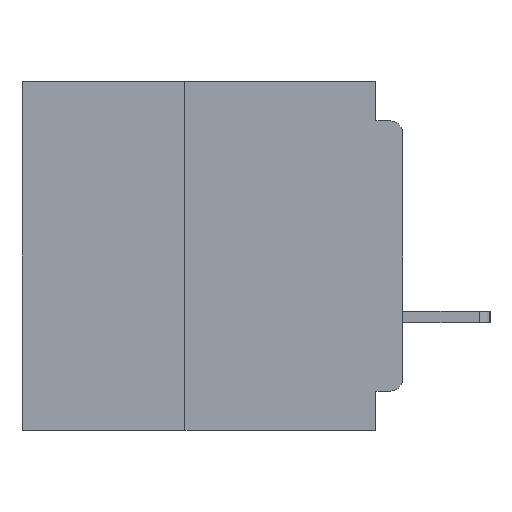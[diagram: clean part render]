
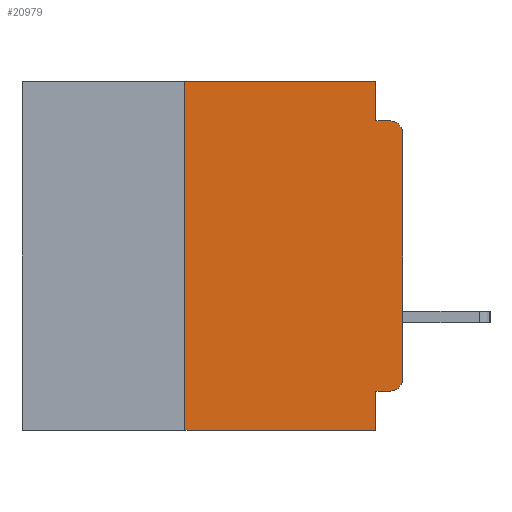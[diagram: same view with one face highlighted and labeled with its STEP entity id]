
A CAD part, left-side view. The second image highlights one B-rep face of the part: STEP entity #20979.
In plain terms, the highlighted planar face has unit normal (-1, 0, 0).
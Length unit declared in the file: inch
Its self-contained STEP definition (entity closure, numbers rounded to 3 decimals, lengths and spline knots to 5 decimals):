
#35 = DIRECTION ( 'NONE',  ( 0., 0., -1. ) ) ;
#242 = CARTESIAN_POINT ( 'NONE',  ( 0., 0.25, 0. ) ) ;
#1580 = DIRECTION ( 'NONE',  ( 0., 1., 0. ) ) ;
#3604 = LINE ( 'NONE', #45543, #54025 ) ;
#6015 = CARTESIAN_POINT ( 'NONE',  ( 0., 0.437, 0. ) ) ;
#6429 = EDGE_CURVE ( 'NONE', #45031, #29642, #49287, .T. ) ;
#7538 = AXIS2_PLACEMENT_3D ( 'NONE', #12632, #48940, #17925 ) ;
#7838 = AXIS2_PLACEMENT_3D ( 'NONE', #21701, #57949, #26930 ) ;
#8677 = CARTESIAN_POINT ( 'NONE',  ( 0., 0.031, -0.355 ) ) ;
#9348 = LINE ( 'NONE', #65279, #47516 ) ;
#11296 = DIRECTION ( 'NONE',  ( 1., 0., 0. ) ) ;
#11487 = LINE ( 'NONE', #21652, #37531 ) ;
#11621 = LINE ( 'NONE', #13623, #40880 ) ;
#11782 = CARTESIAN_POINT ( 'NONE',  ( 0., 0.031, 0. ) ) ;
#11804 = EDGE_CURVE ( 'NONE', #18193, #17685, #9348, .T. ) ;
#12632 = CARTESIAN_POINT ( 'NONE',  ( 0., 0.015, -0.06 ) ) ;
#13623 = CARTESIAN_POINT ( 'NONE',  ( 0., 0.437, 0. ) ) ;
#14431 = VERTEX_POINT ( 'NONE', #25580 ) ;
#15967 = LINE ( 'NONE', #34913, #29763 ) ;
#17229 = LINE ( 'NONE', #54674, #18854 ) ;
#17685 = VERTEX_POINT ( 'NONE', #60979 ) ;
#17925 = DIRECTION ( 'NONE',  ( 0., 0., -1. ) ) ;
#18005 = VERTEX_POINT ( 'NONE', #53492 ) ;
#18193 = VERTEX_POINT ( 'NONE', #49812 ) ;
#18854 = VECTOR ( 'NONE', #23682, 39.37008 ) ;
#19929 = CIRCLE ( 'NONE', #7838, 0.015 ) ;
#20074 = VERTEX_POINT ( 'NONE', #61115 ) ;
#20979 = ADVANCED_FACE ( 'NONE', ( #42081 ), #37229, .F. ) ;
#21652 = CARTESIAN_POINT ( 'NONE',  ( 0., 0.437, -0.4 ) ) ;
#21701 = CARTESIAN_POINT ( 'NONE',  ( 0., 0.015, -0.34 ) ) ;
#21740 = VECTOR ( 'NONE', #1580, 39.37008 ) ;
#22493 = EDGE_CURVE ( 'NONE', #29642, #18005, #17229, .T. ) ;
#23682 = DIRECTION ( 'NONE',  ( 0., 0., -1. ) ) ;
#24744 = CARTESIAN_POINT ( 'NONE',  ( 0., 0.25, -0.4 ) ) ;
#25580 = CARTESIAN_POINT ( 'NONE',  ( 0., 0.015, -0.045 ) ) ;
#26095 = CARTESIAN_POINT ( 'NONE',  ( 0., 0.031, 0. ) ) ;
#26567 = ORIENTED_EDGE ( 'NONE', *, *, #6429, .F. ) ;
#26877 = DIRECTION ( 'NONE',  ( 0., -1., 0. ) ) ;
#26930 = DIRECTION ( 'NONE',  ( 0., 0., -1. ) ) ;
#27610 = ORIENTED_EDGE ( 'NONE', *, *, #38738, .T. ) ;
#28760 = EDGE_LOOP ( 'NONE', ( #59617, #63338, #55959, #65745, #33444, #60956, #27610, #30912, #26567, #43969 ) ) ;
#29642 = VERTEX_POINT ( 'NONE', #8677 ) ;
#29763 = VECTOR ( 'NONE', #60672, 39.37008 ) ;
#30912 = ORIENTED_EDGE ( 'NONE', *, *, #22493, .F. ) ;
#31002 = VERTEX_POINT ( 'NONE', #242 ) ;
#32488 = VECTOR ( 'NONE', #35, 39.37008 ) ;
#33444 = ORIENTED_EDGE ( 'NONE', *, *, #60706, .F. ) ;
#34913 = CARTESIAN_POINT ( 'NONE',  ( 0., 0., -0.045 ) ) ;
#36284 = EDGE_CURVE ( 'NONE', #45031, #18193, #19929, .T. ) ;
#37229 = PLANE ( 'NONE',  #45734 ) ;
#37531 = VECTOR ( 'NONE', #26877, 39.37008 ) ;
#38738 = EDGE_CURVE ( 'NONE', #48394, #18005, #11487, .T. ) ;
#39498 = EDGE_CURVE ( 'NONE', #17685, #14431, #66547, .T. ) ;
#40880 = VECTOR ( 'NONE', #65324, 39.37008 ) ;
#41349 = EDGE_CURVE ( 'NONE', #58371, #20074, #46261, .T. ) ;
#42081 = FACE_OUTER_BOUND ( 'NONE', #28760, .T. ) ;
#43969 = ORIENTED_EDGE ( 'NONE', *, *, #36284, .T. ) ;
#45031 = VERTEX_POINT ( 'NONE', #48486 ) ;
#45543 = CARTESIAN_POINT ( 'NONE',  ( 0., 0.25, -0.4 ) ) ;
#45734 = AXIS2_PLACEMENT_3D ( 'NONE', #6015, #11296, #47601 ) ;
#45920 = EDGE_CURVE ( 'NONE', #48394, #31002, #3604, .T. ) ;
#46261 = LINE ( 'NONE', #26095, #32488 ) ;
#47516 = VECTOR ( 'NONE', #49849, 39.37008 ) ;
#47601 = DIRECTION ( 'NONE',  ( 0., 0., -1. ) ) ;
#48394 = VERTEX_POINT ( 'NONE', #24744 ) ;
#48397 = CARTESIAN_POINT ( 'NONE',  ( 0., 0., -0.355 ) ) ;
#48486 = CARTESIAN_POINT ( 'NONE',  ( 0., 0.015, -0.355 ) ) ;
#48940 = DIRECTION ( 'NONE',  ( -1., 0., 0. ) ) ;
#49287 = LINE ( 'NONE', #48397, #21740 ) ;
#49812 = CARTESIAN_POINT ( 'NONE',  ( 0., 0., -0.34 ) ) ;
#49849 = DIRECTION ( 'NONE',  ( 0., 0., 1. ) ) ;
#50732 = DIRECTION ( 'NONE',  ( 0., 0., 1. ) ) ;
#53492 = CARTESIAN_POINT ( 'NONE',  ( 0., 0.031, -0.4 ) ) ;
#54025 = VECTOR ( 'NONE', #50732, 39.37008 ) ;
#54674 = CARTESIAN_POINT ( 'NONE',  ( 0., 0.031, -0.4 ) ) ;
#55959 = ORIENTED_EDGE ( 'NONE', *, *, #59147, .F. ) ;
#57949 = DIRECTION ( 'NONE',  ( -1., 0., 0. ) ) ;
#58371 = VERTEX_POINT ( 'NONE', #11782 ) ;
#59147 = EDGE_CURVE ( 'NONE', #20074, #14431, #15967, .T. ) ;
#59617 = ORIENTED_EDGE ( 'NONE', *, *, #11804, .T. ) ;
#60672 = DIRECTION ( 'NONE',  ( 0., -1., 0. ) ) ;
#60706 = EDGE_CURVE ( 'NONE', #31002, #58371, #11621, .T. ) ;
#60956 = ORIENTED_EDGE ( 'NONE', *, *, #45920, .F. ) ;
#60979 = CARTESIAN_POINT ( 'NONE',  ( 0., 0., -0.06 ) ) ;
#61115 = CARTESIAN_POINT ( 'NONE',  ( 0., 0.031, -0.045 ) ) ;
#63338 = ORIENTED_EDGE ( 'NONE', *, *, #39498, .T. ) ;
#65279 = CARTESIAN_POINT ( 'NONE',  ( 0., 0., 0. ) ) ;
#65324 = DIRECTION ( 'NONE',  ( 0., -1., 0. ) ) ;
#65745 = ORIENTED_EDGE ( 'NONE', *, *, #41349, .F. ) ;
#66547 = CIRCLE ( 'NONE', #7538, 0.015 ) ;
